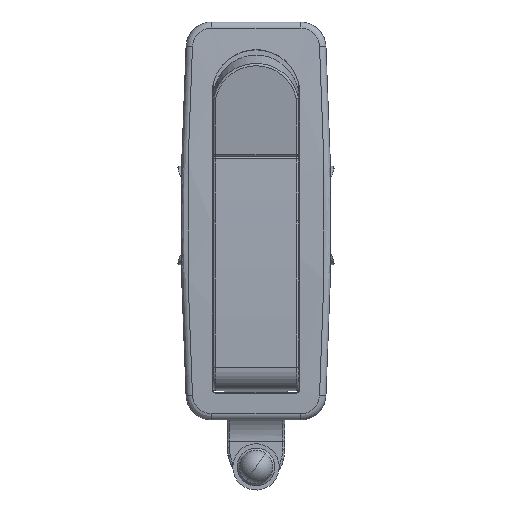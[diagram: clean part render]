
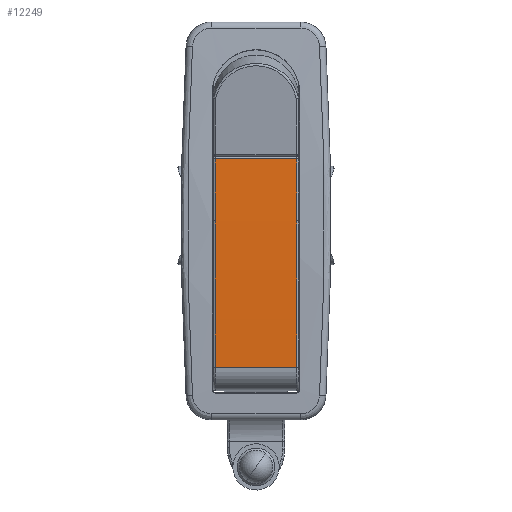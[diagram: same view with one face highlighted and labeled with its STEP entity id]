
A CAD part, front view. The second image highlights one B-rep face of the part: STEP entity #12249.
In plain terms, the highlighted cylindrical face has radius 721.5 mm (diameter 1443 mm), a partial arc.
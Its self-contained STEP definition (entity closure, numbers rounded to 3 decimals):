
#115 = AXIS2_PLACEMENT_3D ( 'NONE', #14316, #21217, #15820 ) ;
#807 = DIRECTION ( 'NONE',  ( -1., 0., 0. ) ) ;
#1222 = ORIENTED_EDGE ( 'NONE', *, *, #12095, .T. ) ;
#1345 = CARTESIAN_POINT ( 'NONE',  ( 9.5, 718., 0. ) ) ;
#1500 = DIRECTION ( 'NONE',  ( 0., -1., 0. ) ) ;
#1954 = VERTEX_POINT ( 'NONE', #3665 ) ;
#2070 = CIRCLE ( 'NONE', #7601, 721.5 ) ;
#3186 = DIRECTION ( 'NONE',  ( -1., 0., 0. ) ) ;
#3665 = CARTESIAN_POINT ( 'NONE',  ( -9.5, -3.5, 0. ) ) ;
#3827 = EDGE_CURVE ( 'NONE', #20951, #1954, #20875, .T. ) ;
#4531 = CARTESIAN_POINT ( 'NONE',  ( -9.5, 718., 0. ) ) ;
#5084 = ORIENTED_EDGE ( 'NONE', *, *, #5895, .T. ) ;
#5139 = CARTESIAN_POINT ( 'NONE',  ( 7.75, 718., 0. ) ) ;
#5267 = VERTEX_POINT ( 'NONE', #7418 ) ;
#5422 = EDGE_LOOP ( 'NONE', ( #5084, #1222, #6159, #13288, #7895, #18436 ) ) ;
#5895 = EDGE_CURVE ( 'NONE', #20830, #12579, #2070, .T. ) ;
#6159 = ORIENTED_EDGE ( 'NONE', *, *, #14815, .T. ) ;
#7418 = CARTESIAN_POINT ( 'NONE',  ( 9.5, -3.354, 14.51 ) ) ;
#7442 = AXIS2_PLACEMENT_3D ( 'NONE', #4531, #21143, #1500 ) ;
#7601 = AXIS2_PLACEMENT_3D ( 'NONE', #1345, #20765, #19259 ) ;
#7895 = ORIENTED_EDGE ( 'NONE', *, *, #11935, .T. ) ;
#8034 = CARTESIAN_POINT ( 'NONE',  ( 9.5, -3.5, 0. ) ) ;
#8273 = CYLINDRICAL_SURFACE ( 'NONE', #12538, 721.5 ) ;
#8424 = CARTESIAN_POINT ( 'NONE',  ( -9.5, -2.686, -34.27 ) ) ;
#8630 = CARTESIAN_POINT ( 'NONE',  ( -9.5, 718., 0. ) ) ;
#8800 = CARTESIAN_POINT ( 'NONE',  ( 7.75, -2.686, -34.27 ) ) ;
#10274 = CARTESIAN_POINT ( 'NONE',  ( -9.5, -3.354, 14.51 ) ) ;
#10922 = VECTOR ( 'NONE', #807, 1000. ) ;
#11170 = EDGE_CURVE ( 'NONE', #20830, #13254, #20137, .T. ) ;
#11935 = EDGE_CURVE ( 'NONE', #1954, #13254, #13918, .T. ) ;
#11958 = CARTESIAN_POINT ( 'NONE',  ( 7.75, -3.354, 14.51 ) ) ;
#12095 = EDGE_CURVE ( 'NONE', #12579, #5267, #13238, .T. ) ;
#12249 = ADVANCED_FACE ( 'NONE', ( #13355 ), #8273, .T. ) ;
#12538 = AXIS2_PLACEMENT_3D ( 'NONE', #5139, #3186, #20016 ) ;
#12579 = VERTEX_POINT ( 'NONE', #8034 ) ;
#13238 = CIRCLE ( 'NONE', #115, 721.5 ) ;
#13254 = VERTEX_POINT ( 'NONE', #8424 ) ;
#13288 = ORIENTED_EDGE ( 'NONE', *, *, #3827, .T. ) ;
#13355 = FACE_OUTER_BOUND ( 'NONE', #5422, .T. ) ;
#13571 = LINE ( 'NONE', #11958, #17346 ) ;
#13918 = CIRCLE ( 'NONE', #19766, 721.5 ) ;
#14316 = CARTESIAN_POINT ( 'NONE',  ( 9.5, 718., 0. ) ) ;
#14815 = EDGE_CURVE ( 'NONE', #5267, #20951, #13571, .T. ) ;
#15318 = DIRECTION ( 'NONE',  ( 0., -1., 0. ) ) ;
#15820 = DIRECTION ( 'NONE',  ( 0., -1., 0. ) ) ;
#16724 = DIRECTION ( 'NONE',  ( 1., 0., 0. ) ) ;
#17346 = VECTOR ( 'NONE', #18513, 1000. ) ;
#18436 = ORIENTED_EDGE ( 'NONE', *, *, #11170, .F. ) ;
#18513 = DIRECTION ( 'NONE',  ( -1., 0., 0. ) ) ;
#18566 = CARTESIAN_POINT ( 'NONE',  ( 9.5, -2.686, -34.27 ) ) ;
#19259 = DIRECTION ( 'NONE',  ( 0., -1., 0. ) ) ;
#19766 = AXIS2_PLACEMENT_3D ( 'NONE', #8630, #16724, #15318 ) ;
#20016 = DIRECTION ( 'NONE',  ( 0., 1., 0. ) ) ;
#20137 = LINE ( 'NONE', #8800, #10922 ) ;
#20765 = DIRECTION ( 'NONE',  ( -1., 0., 0. ) ) ;
#20830 = VERTEX_POINT ( 'NONE', #18566 ) ;
#20875 = CIRCLE ( 'NONE', #7442, 721.5 ) ;
#20951 = VERTEX_POINT ( 'NONE', #10274 ) ;
#21143 = DIRECTION ( 'NONE',  ( 1., 0., 0. ) ) ;
#21217 = DIRECTION ( 'NONE',  ( -1., 0., 0. ) ) ;
